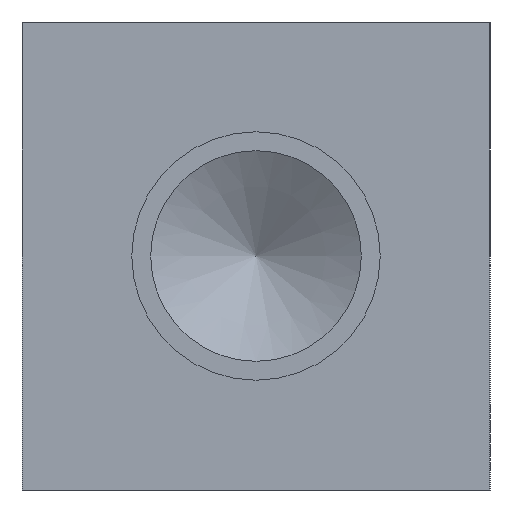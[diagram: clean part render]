
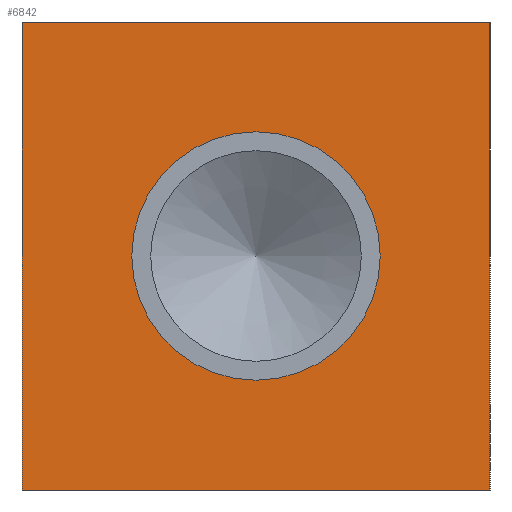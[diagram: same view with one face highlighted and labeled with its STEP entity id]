
A CAD part, left-side view. The second image highlights one B-rep face of the part: STEP entity #6842.
In plain terms, the highlighted planar face has unit normal (-1, 0, 0).
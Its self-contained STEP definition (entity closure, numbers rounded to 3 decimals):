
#100=CIRCLE('',#7175,16.853);
#101=CIRCLE('',#7176,16.853);
#139=FACE_BOUND('',#1101,.T.);
#377=PLANE('',#7178);
#720=FACE_OUTER_BOUND('',#1100,.T.);
#1100=EDGE_LOOP('',(#6085,#6086,#6087,#6088));
#1101=EDGE_LOOP('',(#6089,#6090));
#1410=LINE('',#10412,#2116);
#1814=LINE('',#11506,#2520);
#1815=LINE('',#11507,#2521);
#1816=LINE('',#11508,#2522);
#2116=VECTOR('',#7646,10.);
#2520=VECTOR('',#8518,10.);
#2521=VECTOR('',#8519,10.);
#2522=VECTOR('',#8520,10.);
#2988=VERTEX_POINT('',#10405);
#2991=VERTEX_POINT('',#10410);
#3316=VERTEX_POINT('',#11496);
#3317=VERTEX_POINT('',#11497);
#3318=VERTEX_POINT('',#11504);
#3319=VERTEX_POINT('',#11505);
#3766=EDGE_CURVE('',#2991,#2988,#1410,.T.);
#4244=EDGE_CURVE('',#3316,#3317,#100,.T.);
#4245=EDGE_CURVE('',#3317,#3316,#101,.T.);
#4248=EDGE_CURVE('',#3318,#3319,#1814,.T.);
#4249=EDGE_CURVE('',#3319,#2988,#1815,.T.);
#4250=EDGE_CURVE('',#3318,#2991,#1816,.T.);
#6085=ORIENTED_EDGE('',*,*,#4248,.T.);
#6086=ORIENTED_EDGE('',*,*,#4249,.T.);
#6087=ORIENTED_EDGE('',*,*,#3766,.F.);
#6088=ORIENTED_EDGE('',*,*,#4250,.F.);
#6089=ORIENTED_EDGE('',*,*,#4244,.T.);
#6090=ORIENTED_EDGE('',*,*,#4245,.T.);
#6842=ADVANCED_FACE('',(#720,#139),#377,.T.);
#7175=AXIS2_PLACEMENT_3D('',#11498,#8508,#8509);
#7176=AXIS2_PLACEMENT_3D('',#11499,#8510,#8511);
#7178=AXIS2_PLACEMENT_3D('',#11503,#8516,#8517);
#7646=DIRECTION('',(0.,-1.,0.));
#8508=DIRECTION('center_axis',(1.,0.,0.));
#8509=DIRECTION('ref_axis',(0.,1.,0.));
#8510=DIRECTION('center_axis',(1.,0.,0.));
#8511=DIRECTION('ref_axis',(0.,1.,0.));
#8516=DIRECTION('center_axis',(-1.,0.,0.));
#8517=DIRECTION('ref_axis',(0.,-1.,0.));
#8518=DIRECTION('',(0.,-1.,0.));
#8519=DIRECTION('',(0.,0.,1.));
#8520=DIRECTION('',(0.,0.,1.));
#10405=CARTESIAN_POINT('',(0.,0.,63.5));
#10410=CARTESIAN_POINT('',(0.,63.5,63.5));
#10412=CARTESIAN_POINT('',(0.,63.5,63.5));
#11496=CARTESIAN_POINT('',(0.,48.603,31.75));
#11497=CARTESIAN_POINT('',(0.,14.897,31.75));
#11498=CARTESIAN_POINT('Origin',(0.,31.75,31.75));
#11499=CARTESIAN_POINT('Origin',(0.,31.75,31.75));
#11503=CARTESIAN_POINT('Origin',(0.,63.5,0.));
#11504=CARTESIAN_POINT('',(0.,63.5,0.));
#11505=CARTESIAN_POINT('',(0.,0.,0.));
#11506=CARTESIAN_POINT('',(0.,63.5,0.));
#11507=CARTESIAN_POINT('',(0.,0.,0.));
#11508=CARTESIAN_POINT('',(0.,63.5,0.));
